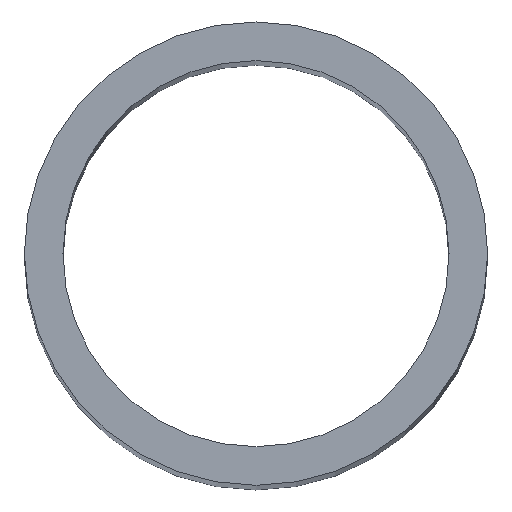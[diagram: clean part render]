
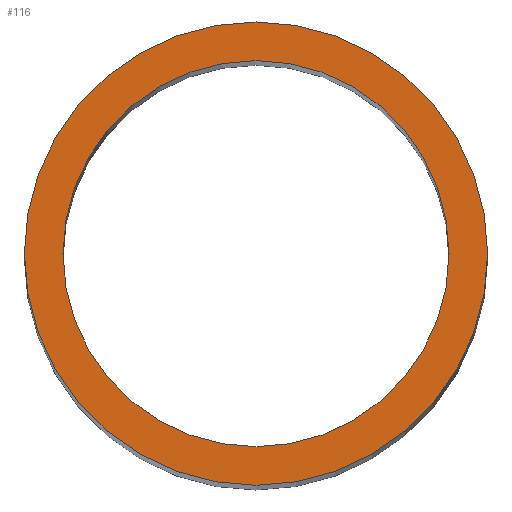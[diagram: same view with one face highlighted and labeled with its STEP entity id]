
A CAD part, top view. The second image highlights one B-rep face of the part: STEP entity #116.
In plain terms, the highlighted planar face has unit normal (0, 0, 1).
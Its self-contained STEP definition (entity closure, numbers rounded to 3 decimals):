
#1 = CIRCLE ( 'NONE', #223, 10. ) ;
#3 = CIRCLE ( 'NONE', #217, 12. ) ;
#4 = CIRCLE ( 'NONE', #215, 12. ) ;
#9 = CIRCLE ( 'NONE', #214, 10. ) ;
#13 = DIRECTION ( 'NONE',  ( 1., 0., 0. ) ) ;
#14 = DIRECTION ( 'NONE',  ( 0., 0., 1. ) ) ;
#16 = CARTESIAN_POINT ( 'NONE',  ( 0., 0., 140. ) ) ;
#18 = DIRECTION ( 'NONE',  ( 1., 0., 0. ) ) ;
#19 = DIRECTION ( 'NONE',  ( 0., 0., 1. ) ) ;
#20 = CARTESIAN_POINT ( 'NONE',  ( 0., 0., 140. ) ) ;
#31 = PLANE ( 'NONE',  #224 ) ;
#37 = CARTESIAN_POINT ( 'NONE',  ( 12., 0., 140. ) ) ;
#49 = CARTESIAN_POINT ( 'NONE',  ( -10., 0., 140. ) ) ;
#56 = CARTESIAN_POINT ( 'NONE',  ( -12., 0., 140. ) ) ;
#71 = CARTESIAN_POINT ( 'NONE',  ( 10., 0., 140. ) ) ;
#80 = CARTESIAN_POINT ( 'NONE',  ( 0., 0., 140. ) ) ;
#81 = DIRECTION ( 'NONE',  ( 1., 0., 0. ) ) ;
#82 = DIRECTION ( 'NONE',  ( 1., 0., 0. ) ) ;
#83 = DIRECTION ( 'NONE',  ( 0., 0., 1. ) ) ;
#86 = DIRECTION ( 'NONE',  ( 0., 0., 1. ) ) ;
#87 = CARTESIAN_POINT ( 'NONE',  ( 0., 0., 140. ) ) ;
#88 = DIRECTION ( 'NONE',  ( 1., 0., 0. ) ) ;
#91 = DIRECTION ( 'NONE',  ( 0., 0., 1. ) ) ;
#92 = CARTESIAN_POINT ( 'NONE',  ( 0., 0., 140. ) ) ;
#105 = ORIENTED_EDGE ( 'NONE', *, *, #234, .T. ) ;
#106 = ORIENTED_EDGE ( 'NONE', *, *, #230, .T. ) ;
#107 = ORIENTED_EDGE ( 'NONE', *, *, #229, .F. ) ;
#108 = ORIENTED_EDGE ( 'NONE', *, *, #235, .F. ) ;
#116 = ADVANCED_FACE ( 'NONE', ( #126, #129 ), #31, .T. ) ;
#126 = FACE_OUTER_BOUND ( 'NONE', #141, .T. ) ;
#129 = FACE_BOUND ( 'NONE', #156, .T. ) ;
#141 = EDGE_LOOP ( 'NONE', ( #105, #106 ) ) ;
#147 = VERTEX_POINT ( 'NONE', #56 ) ;
#150 = VERTEX_POINT ( 'NONE', #49 ) ;
#153 = VERTEX_POINT ( 'NONE', #71 ) ;
#154 = VERTEX_POINT ( 'NONE', #37 ) ;
#156 = EDGE_LOOP ( 'NONE', ( #107, #108 ) ) ;
#214 = AXIS2_PLACEMENT_3D ( 'NONE', #87, #86, #81 ) ;
#215 = AXIS2_PLACEMENT_3D ( 'NONE', #92, #91, #88 ) ;
#217 = AXIS2_PLACEMENT_3D ( 'NONE', #16, #14, #13 ) ;
#223 = AXIS2_PLACEMENT_3D ( 'NONE', #20, #19, #18 ) ;
#224 = AXIS2_PLACEMENT_3D ( 'NONE', #80, #83, #82 ) ;
#229 = EDGE_CURVE ( 'NONE', #150, #153, #1, .T. ) ;
#230 = EDGE_CURVE ( 'NONE', #154, #147, #3, .T. ) ;
#234 = EDGE_CURVE ( 'NONE', #147, #154, #4, .T. ) ;
#235 = EDGE_CURVE ( 'NONE', #153, #150, #9, .T. ) ;
